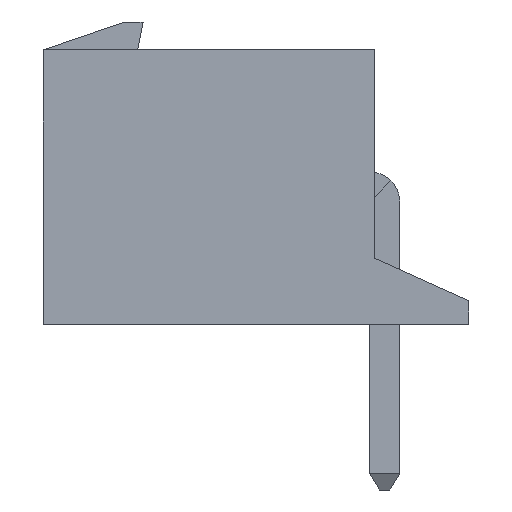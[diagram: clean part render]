
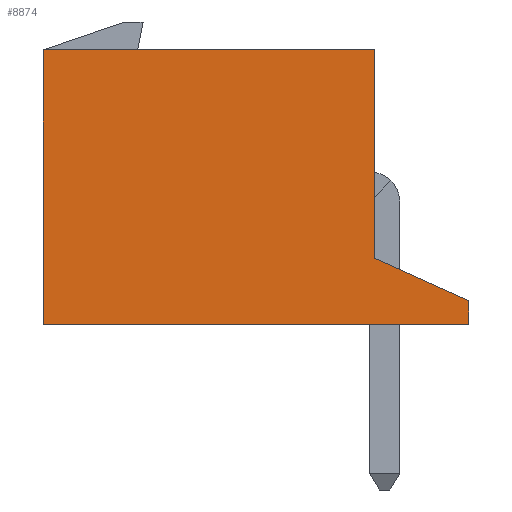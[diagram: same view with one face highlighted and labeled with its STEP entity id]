
A CAD part, left-side view. The second image highlights one B-rep face of the part: STEP entity #8874.
In plain terms, the highlighted planar face has unit normal (-1, 0, 0).
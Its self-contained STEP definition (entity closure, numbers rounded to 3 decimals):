
#11 = CARTESIAN_POINT ( 'NONE',  ( -7.45, 7., 2.9 ) ) ;
#206 = LINE ( 'NONE', #7195, #9210 ) ;
#733 = LINE ( 'NONE', #5266, #7540 ) ;
#871 = CARTESIAN_POINT ( 'NONE',  ( -7.45, 0., 2.9 ) ) ;
#1022 = VERTEX_POINT ( 'NONE', #11 ) ;
#1035 = EDGE_LOOP ( 'NONE', ( #1986, #2742, #7944, #4381, #6475, #5525 ) ) ;
#1130 = EDGE_CURVE ( 'NONE', #9503, #1022, #1791, .T. ) ;
#1286 = DIRECTION ( 'NONE',  ( 0., 0., 1. ) ) ;
#1315 = VERTEX_POINT ( 'NONE', #7538 ) ;
#1338 = LINE ( 'NONE', #7571, #2616 ) ;
#1791 = LINE ( 'NONE', #3319, #6066 ) ;
#1846 = CARTESIAN_POINT ( 'NONE',  ( -7.45, 7., -2.9 ) ) ;
#1986 = ORIENTED_EDGE ( 'NONE', *, *, #5621, .T. ) ;
#2014 = PLANE ( 'NONE',  #5111 ) ;
#2037 = DIRECTION ( 'NONE',  ( 0., 1., 0. ) ) ;
#2616 = VECTOR ( 'NONE', #6658, 1000. ) ;
#2742 = ORIENTED_EDGE ( 'NONE', *, *, #3177, .T. ) ;
#2883 = FACE_OUTER_BOUND ( 'NONE', #1035, .T. ) ;
#2950 = VECTOR ( 'NONE', #1286, 1000. ) ;
#3177 = EDGE_CURVE ( 'NONE', #6059, #9503, #6348, .T. ) ;
#3270 = CARTESIAN_POINT ( 'NONE',  ( -7.45, 0., -2.9 ) ) ;
#3319 = CARTESIAN_POINT ( 'NONE',  ( -7.45, 0., 2.9 ) ) ;
#3791 = DIRECTION ( 'NONE',  ( -1., 0., 0. ) ) ;
#4036 = DIRECTION ( 'NONE',  ( 0., 0., 1. ) ) ;
#4381 = ORIENTED_EDGE ( 'NONE', *, *, #5631, .F. ) ;
#4402 = LINE ( 'NONE', #4555, #2950 ) ;
#4555 = CARTESIAN_POINT ( 'NONE',  ( -7.45, 7., 0. ) ) ;
#5111 = AXIS2_PLACEMENT_3D ( 'NONE', #8316, #3791, #6797 ) ;
#5266 = CARTESIAN_POINT ( 'NONE',  ( -7.45, 0., -2.9 ) ) ;
#5398 = EDGE_CURVE ( 'NONE', #8043, #7675, #733, .T. ) ;
#5525 = ORIENTED_EDGE ( 'NONE', *, *, #8537, .T. ) ;
#5616 = DIRECTION ( 'NONE',  ( 0., 0., 1. ) ) ;
#5619 = DIRECTION ( 'NONE',  ( 0., 1., 0. ) ) ;
#5621 = EDGE_CURVE ( 'NONE', #1315, #6059, #1338, .T. ) ;
#5631 = EDGE_CURVE ( 'NONE', #7675, #1022, #4402, .T. ) ;
#6059 = VERTEX_POINT ( 'NONE', #9745 ) ;
#6066 = VECTOR ( 'NONE', #5619, 1000. ) ;
#6348 = LINE ( 'NONE', #3270, #7644 ) ;
#6475 = ORIENTED_EDGE ( 'NONE', *, *, #5398, .F. ) ;
#6658 = DIRECTION ( 'NONE',  ( 0., 0.912, 0.41 ) ) ;
#6797 = DIRECTION ( 'NONE',  ( 0., 0., 1. ) ) ;
#7195 = CARTESIAN_POINT ( 'NONE',  ( -7.45, -2., -2.9 ) ) ;
#7538 = CARTESIAN_POINT ( 'NONE',  ( -7.45, -2., -2.4 ) ) ;
#7540 = VECTOR ( 'NONE', #2037, 1000. ) ;
#7571 = CARTESIAN_POINT ( 'NONE',  ( -7.45, -2., -2.4 ) ) ;
#7644 = VECTOR ( 'NONE', #5616, 1000. ) ;
#7675 = VERTEX_POINT ( 'NONE', #1846 ) ;
#7944 = ORIENTED_EDGE ( 'NONE', *, *, #1130, .T. ) ;
#8003 = CARTESIAN_POINT ( 'NONE',  ( -7.45, -2., -2.9 ) ) ;
#8043 = VERTEX_POINT ( 'NONE', #8003 ) ;
#8316 = CARTESIAN_POINT ( 'NONE',  ( -7.45, 0., -2.9 ) ) ;
#8537 = EDGE_CURVE ( 'NONE', #8043, #1315, #206, .T. ) ;
#8874 = ADVANCED_FACE ( 'NONE', ( #2883 ), #2014, .T. ) ;
#9210 = VECTOR ( 'NONE', #4036, 1000. ) ;
#9503 = VERTEX_POINT ( 'NONE', #871 ) ;
#9745 = CARTESIAN_POINT ( 'NONE',  ( -7.45, 0., -1.5 ) ) ;
